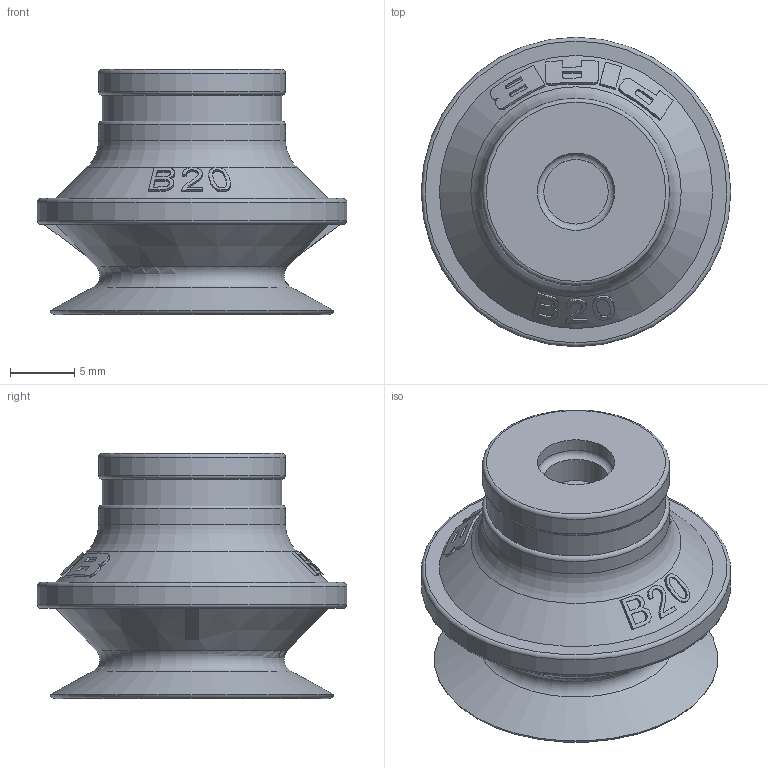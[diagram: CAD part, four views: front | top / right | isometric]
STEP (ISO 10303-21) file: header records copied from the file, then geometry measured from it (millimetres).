
FILE_DESCRIPTION(/* description */ ('Unknown'),/* implementation_level */ '2;1');
FILE_NAME(/* name */ 'S_A005_BXXX',/* time_stamp */ '2018-11-01T10:27:06+01:00',/* author */ ('Unknown'),/* organization */ ('Unknown'),/* preprocessor_version */ 'ST-DEVELOPER v16.7',/* originating_system */ 'DEX',/* authorisation */ $);
FILE_SCHEMA (('AUTOMOTIVE_DESIGN {1 0 10303 214 3 1 1}'));
Length unit declared in the file: millimetre
Products named in the file (4): S_A005_BXXX; A005_B20; Fitting_blank
Assembly tree (3 placements, depth 3):
  S_A005_BXXX
    A005_B20
      A005_B20
    Fitting_blank
Bounding box: 24 x 24 x 19 mm (x, y, z)
Volume: 4449.7 mm3; surface area: 2474.9 mm2
Topology: 1 solids, 4 shells, 122 faces, 291 edges, 190 vertices
Faces by surface type: bspline 63, plane 20, cone 19, torus 12, cylinder 8
Full cylindrical faces by diameter (mm): 5 x1, 6 x1, 11.811 x1, 13.9 x1, 14.5 x2, 18.899 x1, 24 x1
Entity records: 5006 total; most frequent: CARTESIAN_POINT 1962, ORIENTED_EDGE 510, EDGE_CURVE 255, DIRECTION 215, B_SPLINE_CURVE_WITH_KNOTS 199, VERTEX_POINT 181, EDGE_LOOP 166, FACE_BOUND 166
